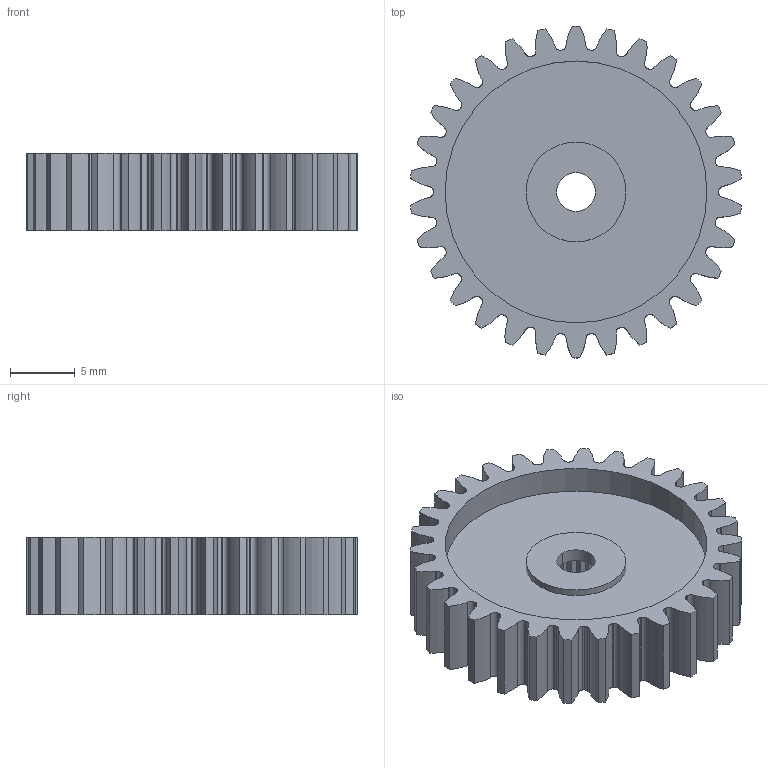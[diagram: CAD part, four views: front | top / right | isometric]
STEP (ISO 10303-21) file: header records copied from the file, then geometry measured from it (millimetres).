
FILE_DESCRIPTION (( 'STEP AP203' ), '1' );
FILE_NAME ('2305-0024-0030.STEP', '2017-04-27T18:49:18', ( '' ), ( '' ), 'SwSTEP 2.0', 'SolidWorks 2016', '' );
FILE_SCHEMA (( 'CONFIG_CONTROL_DESIGN' ));
Length unit declared in the file: millimetre
Products named in the file (1): 2305-0024-0030
Bounding box: 25.51 x 25.6 x 6 mm (x, y, z)
Volume: 1360 mm3; surface area: 2203.1 mm2
Topology: 1 solids, 1 shells, 309 faces, 903 edges, 602 vertices
Faces by surface type: bspline 120, plane 116, cylinder 73
Entity records: 14324 total; most frequent: CARTESIAN_POINT 6735, ORIENTED_EDGE 1806, DIRECTION 1189, EDGE_CURVE 903, VERTEX_POINT 602, VECTOR 517, LINE 517, AXIS2_PLACEMENT_3D 336
